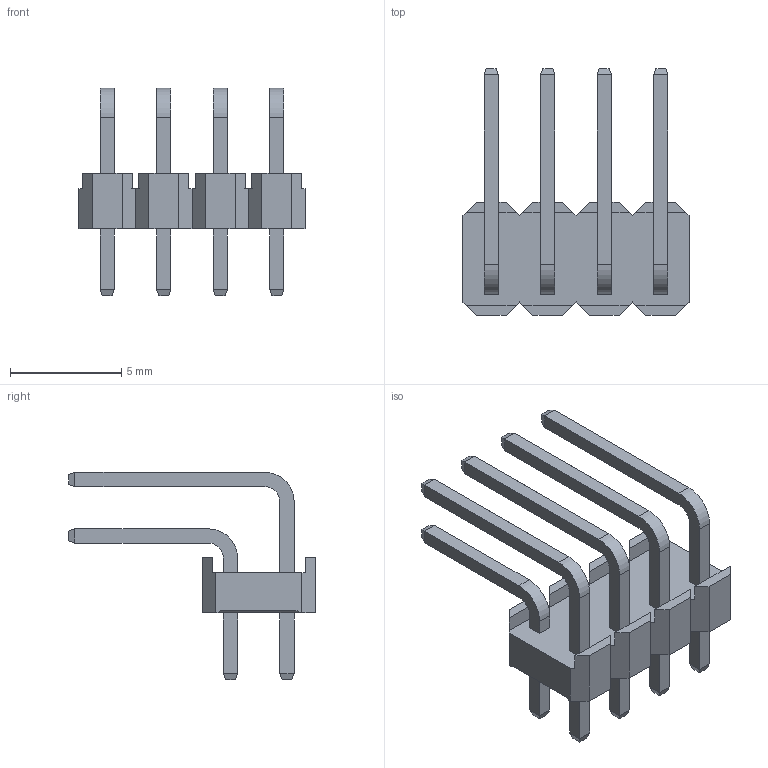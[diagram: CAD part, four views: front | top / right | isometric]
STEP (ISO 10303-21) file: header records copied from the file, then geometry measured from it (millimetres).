
FILE_DESCRIPTION(('STEP AP214'), '1');
FILE_NAME('PLD-R8', '', ('UNSPECIFIED'), ('UNSPECIFIED'), 'ASCON STEP Converter 1.6', 'ASCON Math Kernel', '');
FILE_SCHEMA(('AUTOMOTIVE_DESIGN { 1 0 10303 214 3 1 1}'));
Length unit declared in the file: millimetre
Bounding box: 10.16 x 11.08 x 9.32 mm (x, y, z)
Volume: 137.3 mm3; surface area: 465.9 mm2
Topology: 1 solids, 1 shells, 243 faces, 602 edges, 380 vertices
Faces by surface type: plane 227, cylinder 16
Entity records: 8980 total; most frequent: CARTESIAN_POINT 1226, ORIENTED_EDGE 1204, DIRECTION 1122, EDGE_CURVE 602, LINE 570, VECTOR 570, VERTEX_POINT 380, AXIS2_PLACEMENT_3D 276
